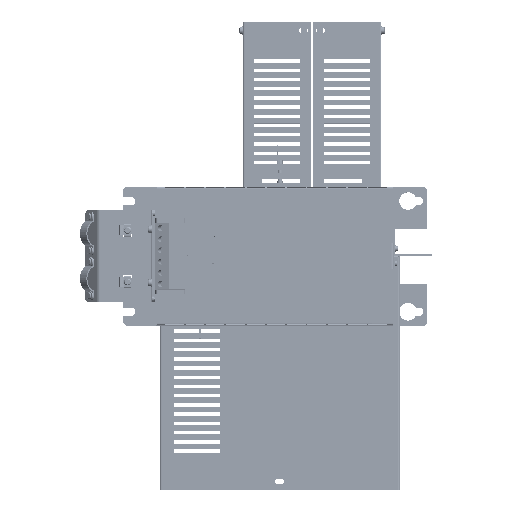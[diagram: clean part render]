
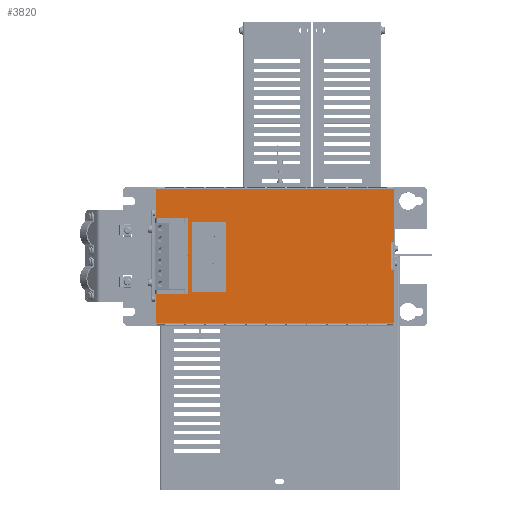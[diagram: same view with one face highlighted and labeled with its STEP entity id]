
A CAD part, top view. The second image highlights one B-rep face of the part: STEP entity #3820.
In plain terms, the highlighted face is planar.
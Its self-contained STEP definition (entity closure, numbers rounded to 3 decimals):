
#3820 = ADVANCED_FACE( '', ( #8507 ), #8508, .F. );
#8507 = FACE_OUTER_BOUND( '', #18375, .T. );
#8508 = PLANE( '', #18376 );
#18375 = EDGE_LOOP( '', ( #29954, #29955, #29956, #29957, #29958, #29959, #29960, #29961, #29962, #29963, #29964, #29965, #29966, #29967, #29968, #29969, #29970, #29971 ) );
#18376 = AXIS2_PLACEMENT_3D( '', #29972, #29973, #29974 );
#29954 = ORIENTED_EDGE( '', *, *, #68432, .F. );
#29955 = ORIENTED_EDGE( '', *, *, #69296, .F. );
#29956 = ORIENTED_EDGE( '', *, *, #69297, .T. );
#29957 = ORIENTED_EDGE( '', *, *, #68958, .F. );
#29958 = ORIENTED_EDGE( '', *, *, #69298, .F. );
#29959 = ORIENTED_EDGE( '', *, *, #69299, .F. );
#29960 = ORIENTED_EDGE( '', *, *, #69300, .T. );
#29961 = ORIENTED_EDGE( '', *, *, #68570, .T. );
#29962 = ORIENTED_EDGE( '', *, *, #69301, .T. );
#29963 = ORIENTED_EDGE( '', *, *, #68331, .F. );
#29964 = ORIENTED_EDGE( '', *, *, #69302, .T. );
#29965 = ORIENTED_EDGE( '', *, *, #69303, .T. );
#29966 = ORIENTED_EDGE( '', *, *, #69304, .T. );
#29967 = ORIENTED_EDGE( '', *, *, #69061, .F. );
#29968 = ORIENTED_EDGE( '', *, *, #69305, .T. );
#29969 = ORIENTED_EDGE( '', *, *, #69161, .T. );
#29970 = ORIENTED_EDGE( '', *, *, #69306, .T. );
#29971 = ORIENTED_EDGE( '', *, *, #68547, .F. );
#29972 = CARTESIAN_POINT( '', ( -130., 1., -75. ) );
#29973 = DIRECTION( '', ( 0., -1., 0. ) );
#29974 = DIRECTION( '', ( 0., 0., -1. ) );
#68331 = EDGE_CURVE( '', #79830, #79833, #79834, .T. );
#68432 = EDGE_CURVE( '', #80030, #80025, #80032, .T. );
#68547 = EDGE_CURVE( '', #80025, #80259, #80260, .T. );
#68570 = EDGE_CURVE( '', #80304, #80302, #80305, .T. );
#68958 = EDGE_CURVE( '', #81057, #81058, #81059, .T. );
#69061 = EDGE_CURVE( '', #81257, #81255, #81259, .T. );
#69161 = EDGE_CURVE( '', #81399, #81392, #81447, .T. );
#69296 = EDGE_CURVE( '', #81705, #80030, #81706, .T. );
#69297 = EDGE_CURVE( '', #81705, #81058, #81707, .T. );
#69298 = EDGE_CURVE( '', #81708, #81057, #81709, .T. );
#69299 = EDGE_CURVE( '', #81710, #81708, #81711, .T. );
#69300 = EDGE_CURVE( '', #81710, #80304, #81712, .T. );
#69301 = EDGE_CURVE( '', #80302, #79833, #81713, .T. );
#69302 = EDGE_CURVE( '', #79830, #81714, #81715, .T. );
#69303 = EDGE_CURVE( '', #81714, #81716, #81717, .T. );
#69304 = EDGE_CURVE( '', #81716, #81255, #81718, .T. );
#69305 = EDGE_CURVE( '', #81257, #81399, #81719, .T. );
#69306 = EDGE_CURVE( '', #81392, #80259, #81720, .T. );
#79830 = VERTEX_POINT( '', #98941 );
#79833 = VERTEX_POINT( '', #98945 );
#79834 = LINE( '', #98946, #98947 );
#80025 = VERTEX_POINT( '', #99233 );
#80030 = VERTEX_POINT( '', #99240 );
#80032 = LINE( '', #99243, #99244 );
#80259 = VERTEX_POINT( '', #99585 );
#80260 = LINE( '', #99586, #99587 );
#80302 = VERTEX_POINT( '', #99640 );
#80304 = VERTEX_POINT( '', #99642 );
#80305 = LINE( '', #99643, #99644 );
#81057 = VERTEX_POINT( '', #100751 );
#81058 = VERTEX_POINT( '', #100752 );
#81059 = LINE( '', #100753, #100754 );
#81255 = VERTEX_POINT( '', #101045 );
#81257 = VERTEX_POINT( '', #101048 );
#81259 = LINE( '', #101051, #101052 );
#81392 = VERTEX_POINT( '', #101247 );
#81399 = VERTEX_POINT( '', #101257 );
#81447 = LINE( '', #101317, #101318 );
#81705 = VERTEX_POINT( '', #101686 );
#81706 = LINE( '', #101687, #101688 );
#81707 = LINE( '', #101689, #101690 );
#81708 = VERTEX_POINT( '', #101691 );
#81709 = LINE( '', #101692, #101693 );
#81710 = VERTEX_POINT( '', #101694 );
#81711 = LINE( '', #101695, #101696 );
#81712 = LINE( '', #101697, #101698 );
#81713 = LINE( '', #101699, #101700 );
#81714 = VERTEX_POINT( '', #101701 );
#81715 = LINE( '', #101702, #101703 );
#81716 = VERTEX_POINT( '', #101704 );
#81717 = LINE( '', #101705, #101706 );
#81718 = LINE( '', #101707, #101708 );
#81719 = LINE( '', #101709, #101710 );
#81720 = LINE( '', #101711, #101712 );
#98941 = CARTESIAN_POINT( '', ( -128.998, 1., -41.5 ) );
#98945 = CARTESIAN_POINT( '', ( -128.998, 1., -73.2 ) );
#98946 = CARTESIAN_POINT( '', ( -128.998, 1., 75. ) );
#98947 = VECTOR( '', #137938, 1000. );
#99233 = CARTESIAN_POINT( '', ( 128.998, 1., 15. ) );
#99240 = CARTESIAN_POINT( '', ( 126., 1., 15. ) );
#99243 = CARTESIAN_POINT( '', ( 126., 1., 15. ) );
#99244 = VECTOR( '', #138043, 1000. );
#99585 = CARTESIAN_POINT( '', ( 128.998, 1., 73. ) );
#99586 = CARTESIAN_POINT( '', ( 128.998, 1., -75. ) );
#99587 = VECTOR( '', #138158, 1000. );
#99640 = CARTESIAN_POINT( '', ( -128.2, 1., -73.2 ) );
#99642 = CARTESIAN_POINT( '', ( 128.2, 1., -73.2 ) );
#99643 = CARTESIAN_POINT( '', ( 130., 1., -73.2 ) );
#99644 = VECTOR( '', #138203, 1000. );
#100751 = CARTESIAN_POINT( '', ( 126., 1., -15. ) );
#100752 = CARTESIAN_POINT( '', ( 126., 1., -14. ) );
#100753 = CARTESIAN_POINT( '', ( 126., 1., -15. ) );
#100754 = VECTOR( '', #138655, 1000. );
#101045 = CARTESIAN_POINT( '', ( -128.998, 1., 41.5 ) );
#101048 = CARTESIAN_POINT( '', ( -128.998, 1., 73. ) );
#101051 = CARTESIAN_POINT( '', ( -128.998, 1., 75. ) );
#101052 = VECTOR( '', #138768, 1000. );
#101247 = CARTESIAN_POINT( '', ( 128.2, 1., 73. ) );
#101257 = CARTESIAN_POINT( '', ( -128.2, 1., 73. ) );
#101317 = CARTESIAN_POINT( '', ( -130., 1., 73. ) );
#101318 = VECTOR( '', #138912, 1000. );
#101686 = CARTESIAN_POINT( '', ( 126., 1., 14. ) );
#101687 = CARTESIAN_POINT( '', ( 126., 1., -15. ) );
#101688 = VECTOR( '', #139095, 1000. );
#101689 = CARTESIAN_POINT( '', ( 126., 1., 14. ) );
#101690 = VECTOR( '', #139096, 1000. );
#101691 = CARTESIAN_POINT( '', ( 128.998, 1., -15. ) );
#101692 = CARTESIAN_POINT( '', ( 144.972, 1., -15. ) );
#101693 = VECTOR( '', #139097, 1000. );
#101694 = CARTESIAN_POINT( '', ( 128.998, 1., -73.2 ) );
#101695 = CARTESIAN_POINT( '', ( 128.998, 1., -75. ) );
#101696 = VECTOR( '', #139098, 1000. );
#101697 = CARTESIAN_POINT( '', ( 130., 1., -73.2 ) );
#101698 = VECTOR( '', #139099, 1000. );
#101699 = CARTESIAN_POINT( '', ( 130., 1., -73.2 ) );
#101700 = VECTOR( '', #139100, 1000. );
#101701 = CARTESIAN_POINT( '', ( -94.5, 1., -41.5 ) );
#101702 = CARTESIAN_POINT( '', ( -130., 1., -41.5 ) );
#101703 = VECTOR( '', #139101, 1000. );
#101704 = CARTESIAN_POINT( '', ( -94.5, 1., 41.5 ) );
#101705 = CARTESIAN_POINT( '', ( -94.5, 1., -41.5 ) );
#101706 = VECTOR( '', #139102, 1000. );
#101707 = CARTESIAN_POINT( '', ( -130., 1., 41.5 ) );
#101708 = VECTOR( '', #139103, 1000. );
#101709 = CARTESIAN_POINT( '', ( -130., 1., 73. ) );
#101710 = VECTOR( '', #139104, 1000. );
#101711 = CARTESIAN_POINT( '', ( -130., 1., 73. ) );
#101712 = VECTOR( '', #139105, 1000. );
#137938 = DIRECTION( '', ( 0., 0., -1. ) );
#138043 = DIRECTION( '', ( 1., 0., 0. ) );
#138158 = DIRECTION( '', ( 0., 0., 1. ) );
#138203 = DIRECTION( '', ( -1., 0., 0. ) );
#138655 = DIRECTION( '', ( 0., 0., 1. ) );
#138768 = DIRECTION( '', ( 0., 0., -1. ) );
#138912 = DIRECTION( '', ( 1., 0., 0. ) );
#139095 = DIRECTION( '', ( 0., 0., 1. ) );
#139096 = DIRECTION( '', ( 0., 0., -1. ) );
#139097 = DIRECTION( '', ( -1., 0., 0. ) );
#139098 = DIRECTION( '', ( 0., 0., 1. ) );
#139099 = DIRECTION( '', ( -1., 0., 0. ) );
#139100 = DIRECTION( '', ( -1., 0., 0. ) );
#139101 = DIRECTION( '', ( 1., 0., 0. ) );
#139102 = DIRECTION( '', ( 0., 0., 1. ) );
#139103 = DIRECTION( '', ( -1., 0., 0. ) );
#139104 = DIRECTION( '', ( 1., 0., 0. ) );
#139105 = DIRECTION( '', ( 1., 0., 0. ) );
